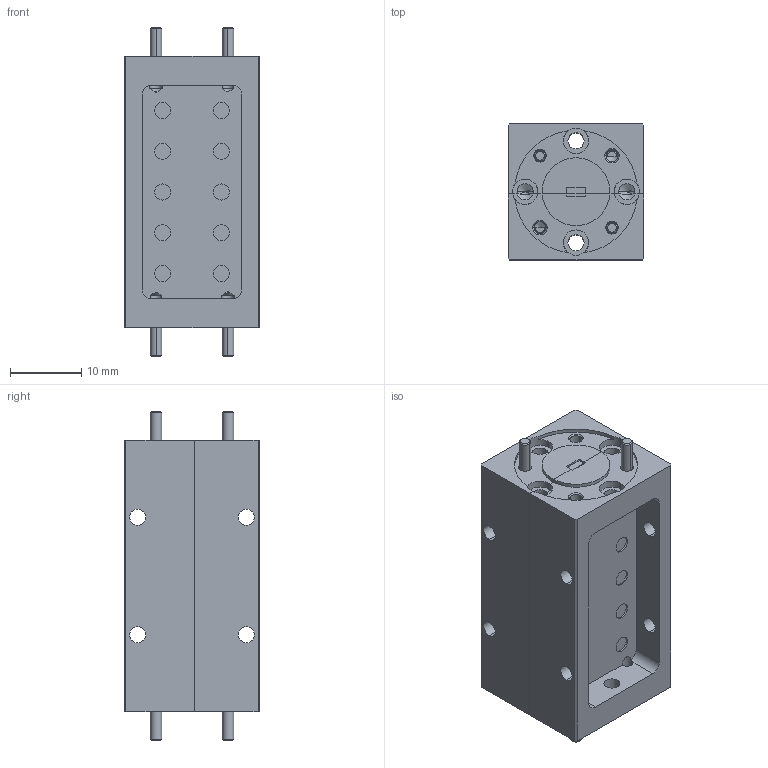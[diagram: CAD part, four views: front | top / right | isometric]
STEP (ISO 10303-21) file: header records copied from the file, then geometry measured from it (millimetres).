
FILE_DESCRIPTION (( 'STEP AP203' ), '1' );
FILE_NAME ('DMWF-10-161-BA1 DF.STEP', '2019-06-17T19:58:21', ( '' ), ( '' ), 'SwSTEP 2.0', 'SolidWorks 2016', '' );
FILE_SCHEMA (( 'CONFIG_CONTROL_DESIGN' ));
Length unit declared in the file: inch
Products named in the file (1): DMWF-10-161-BA1 DF
Bounding box: 19.05 x 19.05 x 46.23 mm (x, y, z)
Volume: 9355.7 mm3; surface area: 7519.9 mm2
Topology: 6 solids, 6 shells, 504 faces, 1186 edges, 720 vertices
Faces by surface type: cylinder 172, plane 170, cone 162
Entity records: 14987 total; most frequent: CARTESIAN_POINT 3121, DIRECTION 2596, ORIENTED_EDGE 2356, EDGE_CURVE 1178, AXIS2_PLACEMENT_3D 1015, VERTEX_POINT 720, EDGE_LOOP 578, LINE 566
